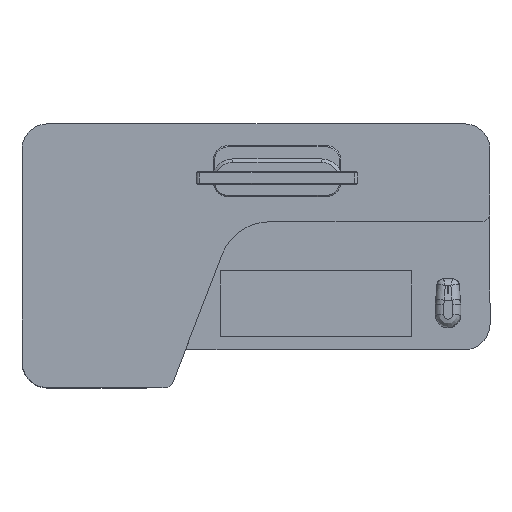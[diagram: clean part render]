
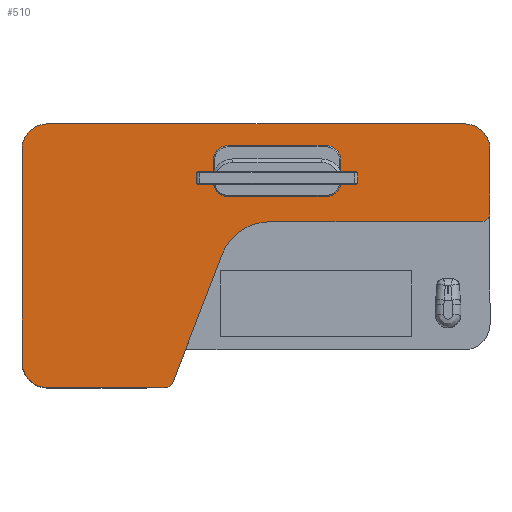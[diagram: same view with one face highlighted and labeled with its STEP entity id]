
A CAD part, top view. The second image highlights one B-rep face of the part: STEP entity #510.
In plain terms, the highlighted planar face has unit normal (0, 0, 1).
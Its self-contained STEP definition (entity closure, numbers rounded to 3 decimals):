
#112=CARTESIAN_POINT('',(-100.0,-460.0,18.0));
#113=VERTEX_POINT('',#112);
#114=CARTESIAN_POINT('',(-100.,40.,18.0));
#115=VERTEX_POINT('',#114);
#116=CARTESIAN_POINT('',(-100.0,-460.0,18.0));
#117=DIRECTION('',(0.0,1.0,0.0));
#118=VECTOR('',#117,500.0);
#119=LINE('',#116,#118);
#120=EDGE_CURVE('',#113,#115,#119,.T.);
#152=CARTESIAN_POINT('',(-40.0,100.,18.0));
#153=VERTEX_POINT('',#152);
#154=CARTESIAN_POINT('',(-40.0,40.0,18.0));
#155=DIRECTION('',(0.0,0.0,-1.0));
#156=DIRECTION('',(0.0,-1.0,0.0));
#157=AXIS2_PLACEMENT_3D('',#154,#155,#156);
#158=CIRCLE('',#157,60.0);
#159=EDGE_CURVE('',#115,#153,#158,.T.);
#185=CARTESIAN_POINT('',(940.0,100.0,18.0));
#186=VERTEX_POINT('',#185);
#187=CARTESIAN_POINT('',(-40.0,100.,18.0));
#188=DIRECTION('',(1.0,0.0,0.0));
#189=VECTOR('',#188,980.0);
#190=LINE('',#187,#189);
#191=EDGE_CURVE('',#153,#186,#190,.T.);
#216=CARTESIAN_POINT('',(1000.0,40.,18.0));
#217=VERTEX_POINT('',#216);
#218=CARTESIAN_POINT('',(940.0,40.0,18.0));
#219=DIRECTION('',(0.0,0.0,-1.0));
#220=DIRECTION('',(-1.0,0.0,0.0));
#221=AXIS2_PLACEMENT_3D('',#218,#219,#220);
#222=CIRCLE('',#221,60.0);
#223=EDGE_CURVE('',#186,#217,#222,.T.);
#249=CARTESIAN_POINT('',(1000.0,-110.0,18.0));
#250=VERTEX_POINT('',#249);
#251=CARTESIAN_POINT('',(1000.0,40.0,18.0));
#252=DIRECTION('',(0.0,-1.0,0.0));
#253=VECTOR('',#252,150.0);
#254=LINE('',#251,#253);
#255=EDGE_CURVE('',#217,#250,#254,.T.);
#280=CARTESIAN_POINT('',(980.0,-130.,18.0));
#281=VERTEX_POINT('',#280);
#282=CARTESIAN_POINT('',(980.0,-110.0,18.0));
#283=DIRECTION('',(0.0,0.0,-1.0));
#284=DIRECTION('',(0.0,1.0,0.0));
#285=AXIS2_PLACEMENT_3D('',#282,#283,#284);
#286=CIRCLE('',#285,20.);
#287=EDGE_CURVE('',#250,#281,#286,.T.);
#313=CARTESIAN_POINT('',(482.391,-130.,18.0));
#314=VERTEX_POINT('',#313);
#315=CARTESIAN_POINT('',(980.0,-130.,18.0));
#316=DIRECTION('',(-1.0,0.0,0.0));
#317=VECTOR('',#316,497.609);
#318=LINE('',#315,#317);
#319=EDGE_CURVE('',#281,#314,#318,.T.);
#344=CARTESIAN_POINT('',(370.401,-206.89,18.0));
#345=VERTEX_POINT('',#344);
#346=CARTESIAN_POINT('',(482.391,-250.,18.0));
#347=DIRECTION('',(0.0,0.0,1.0));
#348=DIRECTION('',(0.0,1.0,0.0));
#349=AXIS2_PLACEMENT_3D('',#346,#347,#348);
#350=CIRCLE('',#349,120.);
#351=EDGE_CURVE('',#314,#345,#350,.T.);
#377=CARTESIAN_POINT('',(254.805,-507.185,18.0));
#378=VERTEX_POINT('',#377);
#379=CARTESIAN_POINT('',(370.401,-206.89,18.0));
#380=DIRECTION('',(-0.359,-0.933,0.0));
#381=VECTOR('',#380,321.775);
#382=LINE('',#379,#381);
#383=EDGE_CURVE('',#345,#378,#382,.T.);
#408=CARTESIAN_POINT('',(236.14,-520.,18.0));
#409=VERTEX_POINT('',#408);
#410=CARTESIAN_POINT('',(236.14,-500.0,18.0));
#411=DIRECTION('',(0.0,0.0,-1.0));
#412=DIRECTION('',(0.0,1.0,0.0));
#413=AXIS2_PLACEMENT_3D('',#410,#411,#412);
#414=CIRCLE('',#413,20.0);
#415=EDGE_CURVE('',#378,#409,#414,.T.);
#441=CARTESIAN_POINT('',(-40.,-520.,18.0));
#442=VERTEX_POINT('',#441);
#443=CARTESIAN_POINT('',(236.14,-520.,18.0));
#444=DIRECTION('',(-1.0,0.0,0.0));
#445=VECTOR('',#444,276.14);
#446=LINE('',#443,#445);
#447=EDGE_CURVE('',#409,#442,#446,.T.);
#472=CARTESIAN_POINT('',(-40.0,-460.0,18.0));
#473=DIRECTION('',(0.0,0.0,-1.0));
#474=DIRECTION('',(1.0,0.0,0.0));
#475=AXIS2_PLACEMENT_3D('',#472,#473,#474);
#476=CIRCLE('',#475,60.0);
#477=EDGE_CURVE('',#442,#113,#476,.T.);
#491=CARTESIAN_POINT('',(376.45,-126.798,18.0));
#492=DIRECTION('',(0.0,0.0,1.0));
#493=DIRECTION('',(1.0,0.0,0.0));
#494=AXIS2_PLACEMENT_3D('',#491,#492,#493);
#495=PLANE('',#494);
#496=ORIENTED_EDGE('',*,*,#120,.F.);
#497=ORIENTED_EDGE('',*,*,#477,.F.);
#498=ORIENTED_EDGE('',*,*,#447,.F.);
#499=ORIENTED_EDGE('',*,*,#415,.F.);
#500=ORIENTED_EDGE('',*,*,#383,.F.);
#501=ORIENTED_EDGE('',*,*,#351,.F.);
#502=ORIENTED_EDGE('',*,*,#319,.F.);
#503=ORIENTED_EDGE('',*,*,#287,.F.);
#504=ORIENTED_EDGE('',*,*,#255,.F.);
#505=ORIENTED_EDGE('',*,*,#223,.F.);
#506=ORIENTED_EDGE('',*,*,#191,.F.);
#507=ORIENTED_EDGE('',*,*,#159,.F.);
#508=EDGE_LOOP('',(#496,#497,#498,#499,#500,#501,#502,#503,#504,#505,#506,#507));
#509=FACE_OUTER_BOUND('',#508,.T.);
#510=ADVANCED_FACE('',(#509),#495,.T.);
